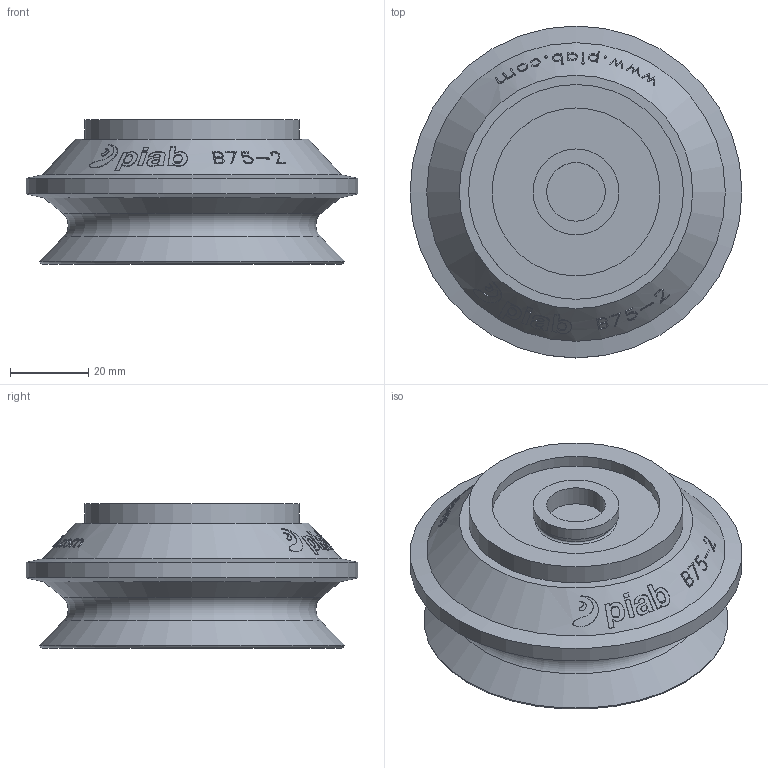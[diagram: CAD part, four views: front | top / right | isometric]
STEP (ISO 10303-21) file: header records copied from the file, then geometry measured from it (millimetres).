
FILE_DESCRIPTION(/* description */ ('Unknown'),/* implementation_level */ '2;1');
FILE_NAME(/* name */ 'S_A011_BXXX',/* time_stamp */ '2018-11-01T10:51:16+01:00',/* author */ ('Unknown'),/* organization */ ('Unknown'),/* preprocessor_version */ 'ST-DEVELOPER v16.7',/* originating_system */ 'DEX',/* authorisation */ $);
FILE_SCHEMA (('AUTOMOTIVE_DESIGN {1 0 10303 214 3 1 1}'));
Length unit declared in the file: millimetre
Products named in the file (4): S_A011_BXXX; A011_B75-2; Fitting_blank
Assembly tree (3 placements, depth 3):
  S_A011_BXXX
    A011_B75-2
      A011_B75-2
    Fitting_blank
Bounding box: 85 x 85 x 37 mm (x, y, z)
Volume: 134647.3 mm3; surface area: 19812.1 mm2
Topology: 1 solids, 1 shells, 533 faces, 1467 edges, 976 vertices
Faces by surface type: plane 362, bspline 121, cone 39, cylinder 7, torus 4
Full cylindrical faces by diameter (mm): 15 x1, 20 x1, 22 x1, 43 x1, 50 x1, 55 x1, 85 x1
Entity records: 19258 total; most frequent: CARTESIAN_POINT 7517, ORIENTED_EDGE 2896, DIRECTION 1651, EDGE_CURVE 1448, VERTEX_POINT 973, B_SPLINE_CURVE_WITH_KNOTS 862, AXIS2_PLACEMENT_3D 649, EDGE_LOOP 589
